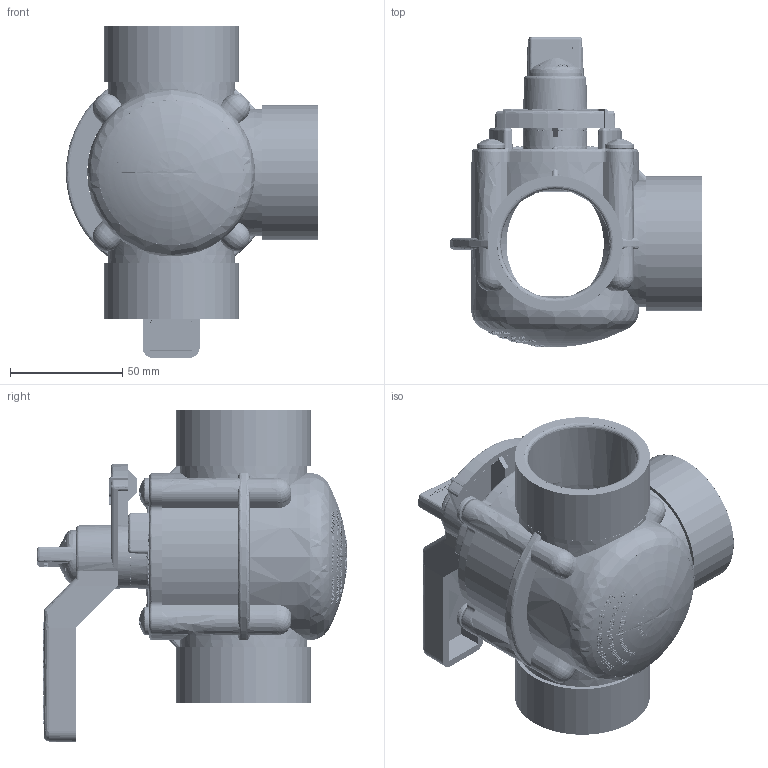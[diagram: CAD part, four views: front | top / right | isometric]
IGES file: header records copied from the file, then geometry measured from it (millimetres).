
Start section: SolidWorks IGES file using analytic representation for surfaces
Global section: file name: 3406 3-PORT VALVE.IGS; native system: SolidWorks 2016; preprocessor: SolidWorks 2016; author: Karl.Kendrick; date: 170622.105239; units: inch
Bounding box: 111.96 x 138.05 x 147.83 mm (x, y, z)
Surface area: 115837.4 mm2 (no closed solid volume)
Topology: 0 solids, 0 shells, 3626 faces, 46527 edges, 46468 vertices
Faces by surface type: bspline 3020, revolution 606
